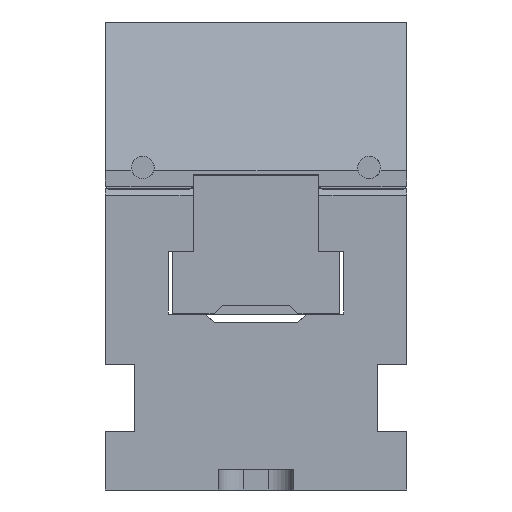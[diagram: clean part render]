
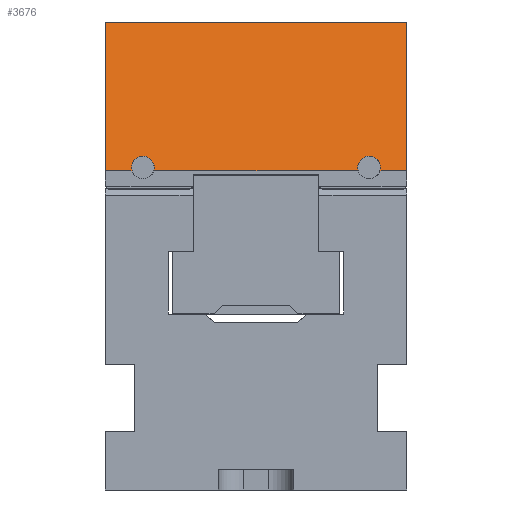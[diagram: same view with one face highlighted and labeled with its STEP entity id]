
A CAD part, front view. The second image highlights one B-rep face of the part: STEP entity #3676.
In plain terms, the highlighted face is planar.
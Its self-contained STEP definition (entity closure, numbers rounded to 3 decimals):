
#3676 = ADVANCED_FACE( '', ( #8316 ), #8317, .F. );
#8316 = FACE_OUTER_BOUND( '', #14039, .T. );
#8317 = PLANE( '', #14040 );
#14039 = EDGE_LOOP( '', ( #24892, #24893, #24894, #24895, #24896, #24897, #24898, #24899 ) );
#14040 = AXIS2_PLACEMENT_3D( '', #24900, #24901, #24902 );
#24892 = ORIENTED_EDGE( '', *, *, #39015, .T. );
#24893 = ORIENTED_EDGE( '', *, *, #39016, .T. );
#24894 = ORIENTED_EDGE( '', *, *, #39017, .T. );
#24895 = ORIENTED_EDGE( '', *, *, #39018, .T. );
#24896 = ORIENTED_EDGE( '', *, *, #38080, .F. );
#24897 = ORIENTED_EDGE( '', *, *, #37020, .F. );
#24898 = ORIENTED_EDGE( '', *, *, #39019, .T. );
#24899 = ORIENTED_EDGE( '', *, *, #39020, .T. );
#24900 = CARTESIAN_POINT( '', ( 36., 14.5, 20. ) );
#24901 = DIRECTION( '', ( 0., -0.966, -0.259 ) );
#24902 = DIRECTION( '', ( 0., 0.259, -0.966 ) );
#37020 = EDGE_CURVE( '', #45692, #45694, #45695, .T. );
#38080 = EDGE_CURVE( '', #45694, #47347, #47348, .T. );
#39015 = EDGE_CURVE( '', #48757, #48758, #48759, .T. );
#39016 = EDGE_CURVE( '', #48758, #48760, #48761, .T. );
#39017 = EDGE_CURVE( '', #48760, #48762, #48763, .T. );
#39018 = EDGE_CURVE( '', #48762, #47347, #48764, .T. );
#39019 = EDGE_CURVE( '', #45692, #48765, #48766, .T. );
#39020 = EDGE_CURVE( '', #48765, #48757, #48767, .T. );
#45692 = VERTEX_POINT( '', #57947 );
#45694 = VERTEX_POINT( '', #57950 );
#45695 = LINE( '', #57951, #57952 );
#47347 = VERTEX_POINT( '', #60346 );
#47348 = LINE( '', #60347, #60348 );
#48757 = VERTEX_POINT( '', #62505 );
#48758 = VERTEX_POINT( '', #62506 );
#48759 = LINE( '', #62507, #62508 );
#48760 = VERTEX_POINT( '', #62509 );
#48761 = ELLIPSE( '', #62510, 2.795, 2.7 );
#48762 = VERTEX_POINT( '', #62511 );
#48763 = LINE( '', #62512, #62513 );
#48764 = LINE( '', #62514, #62515 );
#48765 = VERTEX_POINT( '', #62516 );
#48766 = LINE( '', #62517, #62518 );
#48767 = ELLIPSE( '', #62519, 2.795, 2.7 );
#57947 = CARTESIAN_POINT( '', ( 36., 24., -15.454 ) );
#57950 = CARTESIAN_POINT( '', ( 36., 14.5, 20. ) );
#57951 = CARTESIAN_POINT( '', ( 36., 14.5, 20. ) );
#57952 = VECTOR( '', #69305, 1000. );
#60346 = CARTESIAN_POINT( '', ( -36., 14.5, 20. ) );
#60347 = CARTESIAN_POINT( '', ( 36., 14.5, 20. ) );
#60348 = VECTOR( '', #70210, 1000. );
#62505 = CARTESIAN_POINT( '', ( 24.408, 24., -15.454 ) );
#62506 = CARTESIAN_POINT( '', ( -24.408, 24., -15.454 ) );
#62507 = CARTESIAN_POINT( '', ( 36., 24., -15.454 ) );
#62508 = VECTOR( '', #71052, 1000. );
#62509 = CARTESIAN_POINT( '', ( -29.592, 24., -15.454 ) );
#62510 = AXIS2_PLACEMENT_3D( '', #71053, #71054, #71055 );
#62511 = CARTESIAN_POINT( '', ( -36., 24., -15.454 ) );
#62512 = CARTESIAN_POINT( '', ( 36., 24., -15.454 ) );
#62513 = VECTOR( '', #71056, 1000. );
#62514 = CARTESIAN_POINT( '', ( -36., 14.5, 20. ) );
#62515 = VECTOR( '', #71057, 1000. );
#62516 = CARTESIAN_POINT( '', ( 29.592, 24., -15.454 ) );
#62517 = CARTESIAN_POINT( '', ( 36., 24., -15.454 ) );
#62518 = VECTOR( '', #71058, 1000. );
#62519 = AXIS2_PLACEMENT_3D( '', #71059, #71060, #71061 );
#69305 = DIRECTION( '', ( 0., -0.259, 0.966 ) );
#70210 = DIRECTION( '', ( -1., 0., 0. ) );
#71052 = DIRECTION( '', ( -1., 0., 0. ) );
#71053 = CARTESIAN_POINT( '', ( -27., 23.798, -14.7 ) );
#71054 = DIRECTION( '', ( 0., -0.966, -0.259 ) );
#71055 = DIRECTION( '', ( 0., 0.259, -0.966 ) );
#71056 = DIRECTION( '', ( -1., 0., 0. ) );
#71057 = DIRECTION( '', ( 0., -0.259, 0.966 ) );
#71058 = DIRECTION( '', ( -1., 0., 0. ) );
#71059 = CARTESIAN_POINT( '', ( 27., 23.798, -14.7 ) );
#71060 = DIRECTION( '', ( 0., -0.966, -0.259 ) );
#71061 = DIRECTION( '', ( 0., 0.259, -0.966 ) );
